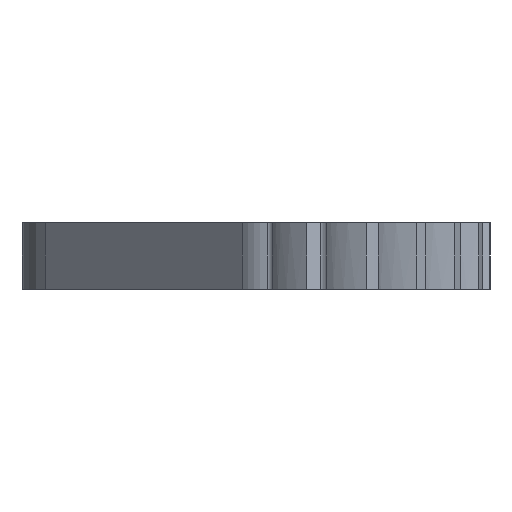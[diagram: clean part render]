
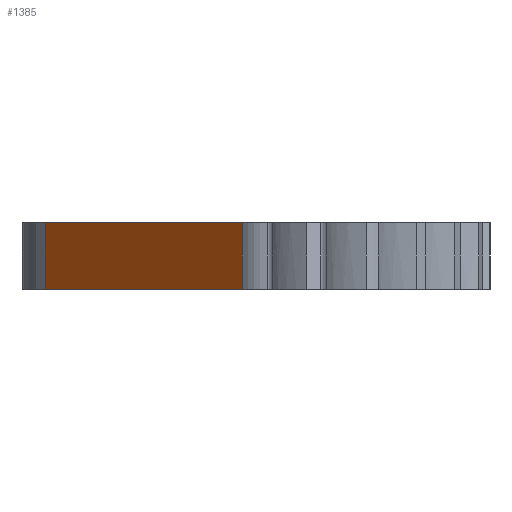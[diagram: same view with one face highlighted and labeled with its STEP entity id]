
A CAD part, left-side view. The second image highlights one B-rep face of the part: STEP entity #1385.
In plain terms, the highlighted planar face has unit normal (-0.672, 0.74, 0).
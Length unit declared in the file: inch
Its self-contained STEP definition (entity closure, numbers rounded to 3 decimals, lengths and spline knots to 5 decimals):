
#156=FACE_OUTER_BOUND('',#252,.T.);
#252=EDGE_LOOP('',(#1267,#1268,#1269,#1270));
#263=LINE('',#2232,#355);
#331=LINE('',#4181,#423);
#347=LINE('',#4369,#439);
#348=LINE('',#4371,#440);
#355=VECTOR('',#1580,0.3937);
#423=VECTOR('',#1856,0.3937);
#439=VECTOR('',#1926,0.125);
#440=VECTOR('',#1929,0.3937);
#570=VERTEX_POINT('',#2229);
#571=VERTEX_POINT('',#2231);
#681=VERTEX_POINT('',#4178);
#682=VERTEX_POINT('',#4180);
#707=EDGE_CURVE('',#571,#570,#263,.T.);
#863=EDGE_CURVE('',#681,#682,#331,.T.);
#894=EDGE_CURVE('',#682,#570,#347,.T.);
#895=EDGE_CURVE('',#571,#681,#348,.T.);
#1267=ORIENTED_EDGE('',*,*,#707,.T.);
#1268=ORIENTED_EDGE('',*,*,#894,.F.);
#1269=ORIENTED_EDGE('',*,*,#863,.F.);
#1270=ORIENTED_EDGE('',*,*,#895,.F.);
#1324=PLANE('',#1556);
#1385=ADVANCED_FACE('',(#156),#1324,.F.);
#1556=AXIS2_PLACEMENT_3D('',#4370,#1927,#1928);
#1580=DIRECTION('',(-0.74,-0.672,0.));
#1856=DIRECTION('',(-0.74,-0.672,0.));
#1926=DIRECTION('',(0.,0.,-1.));
#1927=DIRECTION('center_axis',(0.672,-0.74,0.));
#1928=DIRECTION('ref_axis',(0.74,0.672,0.));
#1929=DIRECTION('',(0.,0.,1.));
#2229=CARTESIAN_POINT('',(-1.32555,-1.03481,-0.1875));
#2231=CARTESIAN_POINT('',(-0.71645,-0.48186,-0.1875));
#2232=CARTESIAN_POINT('',(-1.04494,-0.78007,-0.1875));
#4178=CARTESIAN_POINT('',(-0.71645,-0.48186,0.));
#4180=CARTESIAN_POINT('',(-1.32555,-1.03481,0.));
#4181=CARTESIAN_POINT('',(-1.04494,-0.78007,0.));
#4369=CARTESIAN_POINT('',(-1.32555,-1.03481,-0.25));
#4370=CARTESIAN_POINT('Origin',(-1.37344,-1.07828,-0.25));
#4371=CARTESIAN_POINT('',(-0.71645,-0.48186,-0.25));
